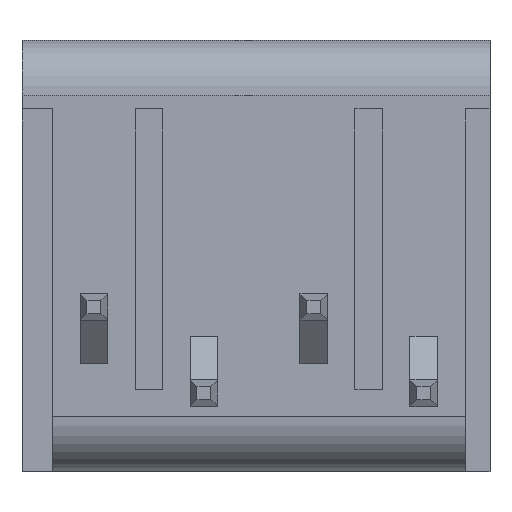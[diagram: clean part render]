
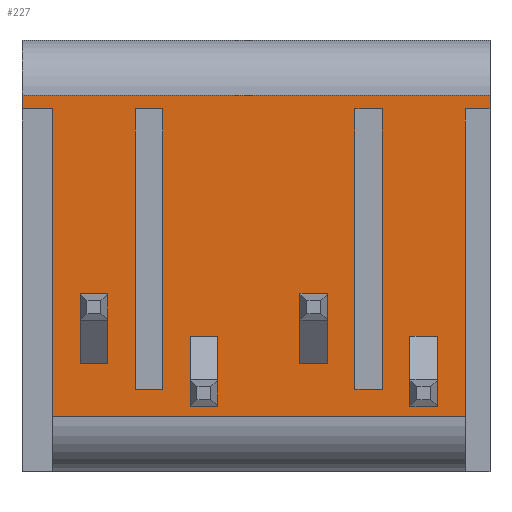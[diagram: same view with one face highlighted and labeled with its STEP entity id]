
A CAD part, front view. The second image highlights one B-rep face of the part: STEP entity #227.
In plain terms, the highlighted planar face has unit normal (0, -1, 0).
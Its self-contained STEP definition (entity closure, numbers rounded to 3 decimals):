
#109=AXIS2_PLACEMENT_3D('Plane Axis2P3D',#106,#107,#108) ;
#36=CARTESIAN_POINT('Line Origine',(-14.065,0.,13.2)) ;
#40=CARTESIAN_POINT('Vertex',(-14.615,0.,13.2)) ;
#42=CARTESIAN_POINT('Vertex',(-13.515,0.,13.2)) ;
#84=CARTESIAN_POINT('Vertex',(2.415,0.,13.2)) ;
#87=CARTESIAN_POINT('Line Origine',(1.965,0.,13.2)) ;
#91=CARTESIAN_POINT('Vertex',(1.515,0.,13.2)) ;
#106=CARTESIAN_POINT('Axis2P3D Location',(-14.615,0.,13.7)) ;
#111=CARTESIAN_POINT('Line Origine',(2.415,0.,13.45)) ;
#115=CARTESIAN_POINT('Vertex',(2.415,0.,13.7)) ;
#118=CARTESIAN_POINT('Line Origine',(-6.1,0.,13.7)) ;
#122=CARTESIAN_POINT('Vertex',(-14.615,0.,13.7)) ;
#125=CARTESIAN_POINT('Line Origine',(-14.615,0.,13.45)) ;
#130=CARTESIAN_POINT('Line Origine',(-13.515,0.,7.6)) ;
#134=CARTESIAN_POINT('Vertex',(-13.515,0.,2.)) ;
#137=CARTESIAN_POINT('Line Origine',(-6.,0.,2.)) ;
#141=CARTESIAN_POINT('Vertex',(1.515,0.,2.)) ;
#144=CARTESIAN_POINT('Line Origine',(1.515,0.,7.6)) ;
#159=CARTESIAN_POINT('Line Origine',(-9.5,0.,8.1)) ;
#163=CARTESIAN_POINT('Vertex',(-9.5,0.,3.)) ;
#165=CARTESIAN_POINT('Vertex',(-9.5,0.,13.2)) ;
#168=CARTESIAN_POINT('Line Origine',(-10.,0.,3.)) ;
#172=CARTESIAN_POINT('Vertex',(-10.5,0.,3.)) ;
#175=CARTESIAN_POINT('Line Origine',(-10.5,0.,8.1)) ;
#179=CARTESIAN_POINT('Vertex',(-10.5,0.,13.2)) ;
#182=CARTESIAN_POINT('Line Origine',(-10.,0.,13.2)) ;
#193=CARTESIAN_POINT('Line Origine',(-1.5,0.,8.1)) ;
#197=CARTESIAN_POINT('Vertex',(-1.5,0.,3.)) ;
#199=CARTESIAN_POINT('Vertex',(-1.5,0.,13.2)) ;
#202=CARTESIAN_POINT('Line Origine',(-2.,0.,3.)) ;
#206=CARTESIAN_POINT('Vertex',(-2.5,0.,3.)) ;
#209=CARTESIAN_POINT('Line Origine',(-2.5,0.,8.1)) ;
#213=CARTESIAN_POINT('Vertex',(-2.5,0.,13.2)) ;
#216=CARTESIAN_POINT('Line Origine',(-2.,0.,13.2)) ;
#37=DIRECTION('Vector Direction',(1.,0.,0.)) ;
#88=DIRECTION('Vector Direction',(1.,0.,0.)) ;
#107=DIRECTION('Axis2P3D Direction',(0.,-1.,0.)) ;
#108=DIRECTION('Axis2P3D XDirection',(0.,0.,-1.)) ;
#112=DIRECTION('Vector Direction',(0.,0.,-1.)) ;
#119=DIRECTION('Vector Direction',(1.,0.,0.)) ;
#126=DIRECTION('Vector Direction',(0.,0.,-1.)) ;
#131=DIRECTION('Vector Direction',(0.,0.,-1.)) ;
#138=DIRECTION('Vector Direction',(1.,0.,0.)) ;
#145=DIRECTION('Vector Direction',(0.,0.,-1.)) ;
#160=DIRECTION('Vector Direction',(0.,0.,1.)) ;
#169=DIRECTION('Vector Direction',(1.,0.,0.)) ;
#176=DIRECTION('Vector Direction',(0.,0.,-1.)) ;
#183=DIRECTION('Vector Direction',(-1.,0.,0.)) ;
#194=DIRECTION('Vector Direction',(0.,0.,1.)) ;
#203=DIRECTION('Vector Direction',(1.,0.,0.)) ;
#210=DIRECTION('Vector Direction',(0.,0.,-1.)) ;
#217=DIRECTION('Vector Direction',(-1.,0.,0.)) ;
#38=VECTOR('Line Direction',#37,1.) ;
#89=VECTOR('Line Direction',#88,1.) ;
#113=VECTOR('Line Direction',#112,1.) ;
#120=VECTOR('Line Direction',#119,1.) ;
#127=VECTOR('Line Direction',#126,1.) ;
#132=VECTOR('Line Direction',#131,1.) ;
#139=VECTOR('Line Direction',#138,1.) ;
#146=VECTOR('Line Direction',#145,1.) ;
#161=VECTOR('Line Direction',#160,1.) ;
#170=VECTOR('Line Direction',#169,1.) ;
#177=VECTOR('Line Direction',#176,1.) ;
#184=VECTOR('Line Direction',#183,1.) ;
#195=VECTOR('Line Direction',#194,1.) ;
#204=VECTOR('Line Direction',#203,1.) ;
#211=VECTOR('Line Direction',#210,1.) ;
#218=VECTOR('Line Direction',#217,1.) ;
#150=ORIENTED_EDGE('',*,*,#93,.T.) ;
#151=ORIENTED_EDGE('',*,*,#117,.T.) ;
#152=ORIENTED_EDGE('',*,*,#124,.F.) ;
#153=ORIENTED_EDGE('',*,*,#129,.F.) ;
#154=ORIENTED_EDGE('',*,*,#44,.T.) ;
#155=ORIENTED_EDGE('',*,*,#136,.F.) ;
#156=ORIENTED_EDGE('',*,*,#143,.T.) ;
#157=ORIENTED_EDGE('',*,*,#148,.T.) ;
#188=ORIENTED_EDGE('',*,*,#167,.F.) ;
#189=ORIENTED_EDGE('',*,*,#174,.F.) ;
#190=ORIENTED_EDGE('',*,*,#181,.F.) ;
#191=ORIENTED_EDGE('',*,*,#186,.F.) ;
#222=ORIENTED_EDGE('',*,*,#201,.F.) ;
#223=ORIENTED_EDGE('',*,*,#208,.F.) ;
#224=ORIENTED_EDGE('',*,*,#215,.F.) ;
#225=ORIENTED_EDGE('',*,*,#220,.F.) ;
#192=FACE_BOUND('',#187,.T.) ;
#226=FACE_BOUND('',#221,.T.) ;
#227=ADVANCED_FACE('PartBody',(#158,#192,#226),#110,.T.) ;
#44=EDGE_CURVE('',#41,#43,#39,.T.) ;
#93=EDGE_CURVE('',#92,#85,#90,.T.) ;
#117=EDGE_CURVE('',#85,#116,#114,.F.) ;
#124=EDGE_CURVE('',#123,#116,#121,.T.) ;
#129=EDGE_CURVE('',#41,#123,#128,.F.) ;
#136=EDGE_CURVE('',#135,#43,#133,.F.) ;
#143=EDGE_CURVE('',#135,#142,#140,.T.) ;
#148=EDGE_CURVE('',#142,#92,#147,.F.) ;
#167=EDGE_CURVE('',#164,#166,#162,.T.) ;
#174=EDGE_CURVE('',#173,#164,#171,.T.) ;
#181=EDGE_CURVE('',#180,#173,#178,.T.) ;
#186=EDGE_CURVE('',#166,#180,#185,.T.) ;
#201=EDGE_CURVE('',#198,#200,#196,.T.) ;
#208=EDGE_CURVE('',#207,#198,#205,.T.) ;
#215=EDGE_CURVE('',#214,#207,#212,.T.) ;
#220=EDGE_CURVE('',#200,#214,#219,.T.) ;
#149=EDGE_LOOP('',(#150,#151,#152,#153,#154,#155,#156,#157)) ;
#187=EDGE_LOOP('',(#188,#189,#190,#191)) ;
#221=EDGE_LOOP('',(#222,#223,#224,#225)) ;
#158=FACE_OUTER_BOUND('',#149,.T.) ;
#39=LINE('Line',#36,#38) ;
#90=LINE('Line',#87,#89) ;
#114=LINE('Line',#111,#113) ;
#121=LINE('Line',#118,#120) ;
#128=LINE('Line',#125,#127) ;
#133=LINE('Line',#130,#132) ;
#140=LINE('Line',#137,#139) ;
#147=LINE('Line',#144,#146) ;
#162=LINE('Line',#159,#161) ;
#171=LINE('Line',#168,#170) ;
#178=LINE('Line',#175,#177) ;
#185=LINE('Line',#182,#184) ;
#196=LINE('Line',#193,#195) ;
#205=LINE('Line',#202,#204) ;
#212=LINE('Line',#209,#211) ;
#219=LINE('Line',#216,#218) ;
#110=PLANE('',#109) ;
#41=VERTEX_POINT('',#40) ;
#43=VERTEX_POINT('',#42) ;
#85=VERTEX_POINT('',#84) ;
#92=VERTEX_POINT('',#91) ;
#116=VERTEX_POINT('',#115) ;
#123=VERTEX_POINT('',#122) ;
#135=VERTEX_POINT('',#134) ;
#142=VERTEX_POINT('',#141) ;
#164=VERTEX_POINT('',#163) ;
#166=VERTEX_POINT('',#165) ;
#173=VERTEX_POINT('',#172) ;
#180=VERTEX_POINT('',#179) ;
#198=VERTEX_POINT('',#197) ;
#200=VERTEX_POINT('',#199) ;
#207=VERTEX_POINT('',#206) ;
#214=VERTEX_POINT('',#213) ;
